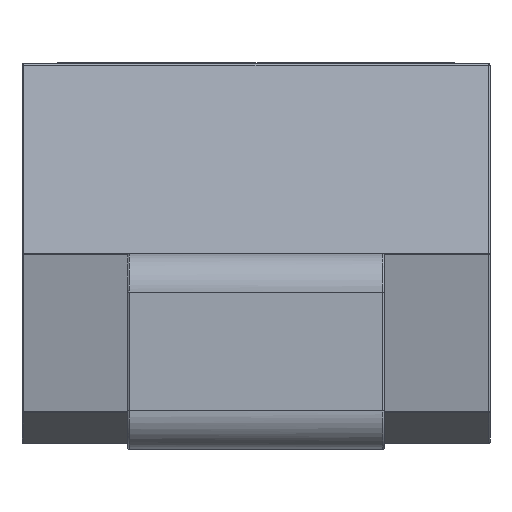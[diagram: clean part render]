
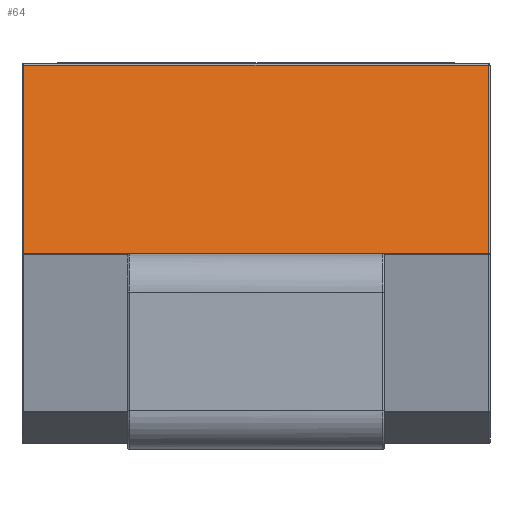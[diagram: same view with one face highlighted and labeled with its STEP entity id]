
A CAD part, left-side view. The second image highlights one B-rep face of the part: STEP entity #64.
In plain terms, the highlighted planar face has unit normal (-0.984, 0, 0.179).
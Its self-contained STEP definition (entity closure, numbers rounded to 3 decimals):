
#64=ADVANCED_FACE('',(#210),#4050,.T.);
#210=FACE_OUTER_BOUND('',#356,.T.);
#356=EDGE_LOOP('',(#580,#581,#582,#583));
#580=ORIENTED_EDGE('',*,*,#3374,.T.);
#581=ORIENTED_EDGE('',*,*,#3375,.T.);
#582=ORIENTED_EDGE('',*,*,#3376,.T.);
#583=ORIENTED_EDGE('',*,*,#3377,.T.);
#1196=PCURVE('',#4050,#1812);
#1197=PCURVE('',#4050,#1813);
#1198=PCURVE('',#4050,#1814);
#1199=PCURVE('',#4050,#1815);
#1260=PCURVE('',#4078,#1876);
#1265=PCURVE('',#4079,#1881);
#1268=PCURVE('',#4080,#1884);
#1275=PCURVE('',#4081,#1891);
#1812=DEFINITIONAL_REPRESENTATION('',(#2445),#7983);
#1813=DEFINITIONAL_REPRESENTATION('',(#2447),#7983);
#1814=DEFINITIONAL_REPRESENTATION('',(#2449),#7983);
#1815=DEFINITIONAL_REPRESENTATION('',(#2451),#7983);
#1876=DEFINITIONAL_REPRESENTATION('',(#2524),#7983);
#1881=DEFINITIONAL_REPRESENTATION('',(#2529),#7983);
#1884=DEFINITIONAL_REPRESENTATION('',(#2532),#7983);
#1891=DEFINITIONAL_REPRESENTATION('',(#2539),#7983);
#2444=B_SPLINE_CURVE_WITH_KNOTS('',1,(#5256,#5257),.UNSPECIFIED.,.F.,.F.,
(2,2),(-1.203,-0.008),.UNSPECIFIED.);
#2445=B_SPLINE_CURVE_WITH_KNOTS('',3,(#5258,#5259,#5260,#5261),
 .UNSPECIFIED.,.F.,.F.,(4,4),(-1.203,-0.008),
 .UNSPECIFIED.);
#2446=B_SPLINE_CURVE_WITH_KNOTS('',1,(#5262,#5263),.UNSPECIFIED.,.F.,.F.,
(2,2),(-2.91,-0.01),.UNSPECIFIED.);
#2447=B_SPLINE_CURVE_WITH_KNOTS('',3,(#5264,#5265,#5266,#5267),
 .UNSPECIFIED.,.F.,.F.,(4,4),(-2.91,-0.01),.UNSPECIFIED.);
#2448=B_SPLINE_CURVE_WITH_KNOTS('',1,(#5268,#5269),.UNSPECIFIED.,.F.,.F.,
(2,2),(0.008,1.203),.UNSPECIFIED.);
#2449=B_SPLINE_CURVE_WITH_KNOTS('',3,(#5270,#5271,#5272,#5273),
 .UNSPECIFIED.,.F.,.F.,(4,4),(0.008,1.203),
 .UNSPECIFIED.);
#2450=B_SPLINE_CURVE_WITH_KNOTS('',1,(#5274,#5275),.UNSPECIFIED.,.F.,.F.,
(2,2),(-2.91,-0.01),.UNSPECIFIED.);
#2451=B_SPLINE_CURVE_WITH_KNOTS('',3,(#5276,#5277,#5278,#5279),
 .UNSPECIFIED.,.F.,.F.,(4,4),(-2.91,-0.01),.UNSPECIFIED.);
#2524=B_SPLINE_CURVE_WITH_KNOTS('',1,(#5532,#5533),.UNSPECIFIED.,.F.,.F.,
(2,2),(-2.91,-0.01),.UNSPECIFIED.);
#2529=B_SPLINE_CURVE_WITH_KNOTS('',1,(#5551,#5552),.UNSPECIFIED.,.F.,.F.,
(2,2),(-2.91,-0.01),.UNSPECIFIED.);
#2532=B_SPLINE_CURVE_WITH_KNOTS('',1,(#5560,#5561),.UNSPECIFIED.,.F.,.F.,
(2,2),(-1.203,-0.008),.UNSPECIFIED.);
#2539=B_SPLINE_CURVE_WITH_KNOTS('',1,(#5586,#5587),.UNSPECIFIED.,.F.,.F.,
(2,2),(0.008,1.203),.UNSPECIFIED.);
#3066=SURFACE_CURVE('',#2444,(#1196,#1268),.PCURVE_S1.);
#3067=SURFACE_CURVE('',#2446,(#1197,#1265),.PCURVE_S1.);
#3068=SURFACE_CURVE('',#2448,(#1198,#1275),.PCURVE_S1.);
#3069=SURFACE_CURVE('',#2450,(#1199,#1260),.PCURVE_S1.);
#3374=EDGE_CURVE('',#3936,#3939,#3066,.T.);
#3375=EDGE_CURVE('',#3939,#3938,#3067,.T.);
#3376=EDGE_CURVE('',#3938,#3937,#3068,.T.);
#3377=EDGE_CURVE('',#3937,#3936,#3069,.T.);
#3936=VERTEX_POINT('',#4944);
#3937=VERTEX_POINT('',#4945);
#3938=VERTEX_POINT('',#4946);
#3939=VERTEX_POINT('',#4947);
#4050=PLANE('',#4214);
#4078=(
BOUNDED_SURFACE()
B_SPLINE_SURFACE(1,2,((#4572,#4573,#4574),(#4575,#4576,#4577)),
 .UNSPECIFIED.,.F.,.F.,.F.)
B_SPLINE_SURFACE_WITH_KNOTS((2,2),(3,3),(-0.202,3.122),(0.,0.004),
 .UNSPECIFIED.)
GEOMETRIC_REPRESENTATION_ITEM()
RATIONAL_B_SPLINE_SURFACE(((1.,0.984,1.),(1.,0.984,
1.)))
REPRESENTATION_ITEM('')
SURFACE()
);
#4079=(
BOUNDED_SURFACE()
B_SPLINE_SURFACE(2,1,((#4578,#4579),(#4580,#4581),(#4582,#4583)),
 .UNSPECIFIED.,.F.,.F.,.F.)
B_SPLINE_SURFACE_WITH_KNOTS((3,3),(2,2),(0.,0.014),(-0.202,
3.12),.UNSPECIFIED.)
GEOMETRIC_REPRESENTATION_ITEM()
RATIONAL_B_SPLINE_SURFACE(((1.,1.),(0.768,0.768),
(1.,1.)))
REPRESENTATION_ITEM('')
SURFACE()
);
#4080=(
BOUNDED_SURFACE()
B_SPLINE_SURFACE(1,2,((#4584,#4585,#4586),(#4587,#4588,#4589)),
 .UNSPECIFIED.,.F.,.F.,.F.)
B_SPLINE_SURFACE_WITH_KNOTS((2,2),(3,3),(-0.202,1.406),
(0.,0.016),.UNSPECIFIED.)
GEOMETRIC_REPRESENTATION_ITEM()
RATIONAL_B_SPLINE_SURFACE(((1.,0.707,1.),(1.,0.707,
1.)))
REPRESENTATION_ITEM('')
SURFACE()
);
#4081=(
BOUNDED_SURFACE()
B_SPLINE_SURFACE(2,1,((#4590,#4591),(#4592,#4593),(#4594,#4595)),
 .UNSPECIFIED.,.F.,.F.,.F.)
B_SPLINE_SURFACE_WITH_KNOTS((3,3),(2,2),(0.,0.016),(-0.202,
1.406),.UNSPECIFIED.)
GEOMETRIC_REPRESENTATION_ITEM()
RATIONAL_B_SPLINE_SURFACE(((1.,1.),(0.707,0.707),
(1.,1.)))
REPRESENTATION_ITEM('')
SURFACE()
);
#4214=AXIS2_PLACEMENT_3D('',#4496,#4235,$);
#4235=DIRECTION('',(-0.984,0.,0.179));
#4496=CARTESIAN_POINT('',(0.703,-2.46,3.219));
#4572=CARTESIAN_POINT('',(0.34,-1.662,1.222));
#4573=CARTESIAN_POINT('',(0.34,-1.662,1.22));
#4574=CARTESIAN_POINT('',(0.34,-1.662,1.218));
#4575=CARTESIAN_POINT('',(0.34,1.662,1.222));
#4576=CARTESIAN_POINT('',(0.34,1.662,1.22));
#4577=CARTESIAN_POINT('',(0.34,1.662,1.218));
#4578=CARTESIAN_POINT('',(0.563,1.662,2.405));
#4579=CARTESIAN_POINT('',(0.563,-1.66,2.405));
#4580=CARTESIAN_POINT('',(0.555,1.662,2.405));
#4581=CARTESIAN_POINT('',(0.555,-1.66,2.405));
#4582=CARTESIAN_POINT('',(0.554,1.662,2.397));
#4583=CARTESIAN_POINT('',(0.554,-1.66,2.397));
#4584=CARTESIAN_POINT('',(0.591,-1.45,2.604));
#4585=CARTESIAN_POINT('',(0.591,-1.46,2.604));
#4586=CARTESIAN_POINT('',(0.601,-1.46,2.602));
#4587=CARTESIAN_POINT('',(0.304,-1.45,1.021));
#4588=CARTESIAN_POINT('',(0.304,-1.46,1.021));
#4589=CARTESIAN_POINT('',(0.314,-1.46,1.019));
#4590=CARTESIAN_POINT('',(0.591,1.45,2.604));
#4591=CARTESIAN_POINT('',(0.304,1.45,1.021));
#4592=CARTESIAN_POINT('',(0.591,1.46,2.604));
#4593=CARTESIAN_POINT('',(0.304,1.46,1.021));
#4594=CARTESIAN_POINT('',(0.601,1.46,2.602));
#4595=CARTESIAN_POINT('',(0.314,1.46,1.019));
#4944=CARTESIAN_POINT('',(0.34,-1.45,1.222));
#4945=CARTESIAN_POINT('',(0.34,1.45,1.222));
#4946=CARTESIAN_POINT('',(0.554,1.45,2.397));
#4947=CARTESIAN_POINT('',(0.554,-1.45,2.397));
#5256=CARTESIAN_POINT('',(0.34,-1.45,1.222));
#5257=CARTESIAN_POINT('',(0.554,-1.45,2.397));
#5258=CARTESIAN_POINT('',(1.01,6.488));
#5259=CARTESIAN_POINT('',(1.01,6.079));
#5260=CARTESIAN_POINT('',(1.01,5.669));
#5261=CARTESIAN_POINT('',(1.01,5.26));
#5262=CARTESIAN_POINT('',(0.554,-1.45,2.397));
#5263=CARTESIAN_POINT('',(0.554,1.45,2.397));
#5264=CARTESIAN_POINT('',(1.01,5.26));
#5265=CARTESIAN_POINT('',(1.977,5.26));
#5266=CARTESIAN_POINT('',(2.943,5.26));
#5267=CARTESIAN_POINT('',(3.91,5.26));
#5268=CARTESIAN_POINT('',(0.554,1.45,2.397));
#5269=CARTESIAN_POINT('',(0.34,1.45,1.222));
#5270=CARTESIAN_POINT('',(3.91,5.26));
#5271=CARTESIAN_POINT('',(3.91,5.669));
#5272=CARTESIAN_POINT('',(3.91,6.079));
#5273=CARTESIAN_POINT('',(3.91,6.488));
#5274=CARTESIAN_POINT('',(0.34,1.45,1.222));
#5275=CARTESIAN_POINT('',(0.34,-1.45,1.222));
#5276=CARTESIAN_POINT('',(3.91,6.488));
#5277=CARTESIAN_POINT('',(2.943,6.488));
#5278=CARTESIAN_POINT('',(1.977,6.488));
#5279=CARTESIAN_POINT('',(1.01,6.488));
#5532=CARTESIAN_POINT('',(2.91,0.));
#5533=CARTESIAN_POINT('',(0.01,0.));
#5551=CARTESIAN_POINT('',(0.014,2.91));
#5552=CARTESIAN_POINT('',(0.014,0.01));
#5560=CARTESIAN_POINT('',(1.203,0.));
#5561=CARTESIAN_POINT('',(0.008,0.));
#5586=CARTESIAN_POINT('',(0.,0.008));
#5587=CARTESIAN_POINT('',(0.,1.203));
#7983=(
GEOMETRIC_REPRESENTATION_CONTEXT(2)
PARAMETRIC_REPRESENTATION_CONTEXT()
REPRESENTATION_CONTEXT('pspace','')
);
